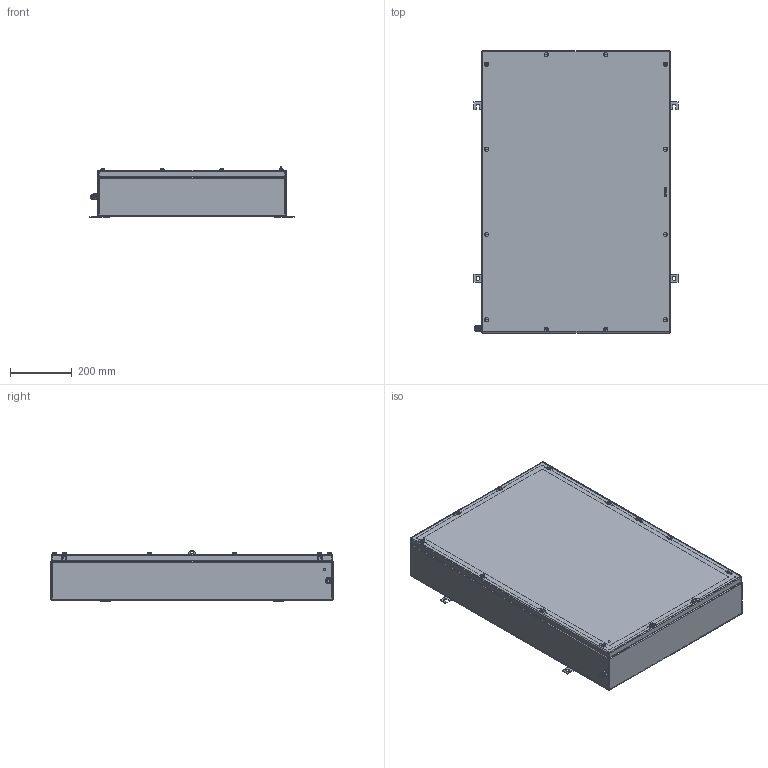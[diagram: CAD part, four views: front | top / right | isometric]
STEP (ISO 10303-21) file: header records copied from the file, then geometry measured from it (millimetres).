
FILE_DESCRIPTION(('CATIA V5 STEP Exchange','CAx-IF Rec.Pracs.--- Model Styling and Organization---1.4--- 2014-01-23'),'2;1');
FILE_NAME ('008589-8_3_1195500000_1195500000.stp','2019-09-24T05:52:45+00:00',('none'),('Weidmueller'),'CATIA Version 5-6 Release 2016 SP3 HF44','CATIA V5 STEP AP214','none');
FILE_SCHEMA(('AUTOMOTIVE_DESIGN { 1 0 10303 214 1 1 1 1 }'));
Products named in the file (1): 1195500000
Bounding box: 661 x 914 x 165 mm (x, y, z)
Volume: 2797858.9 mm3; surface area: 3570068.9 mm2
Topology: 55 solids, 55 shells, 2769 faces, 6558 edges, 3765 vertices
Faces by surface type: cylinder 1135, plane 950, torus 278, sphere 200, cone 126, bspline 80
Entity records: 79844 total; most frequent: CARTESIAN_POINT 20599, ORIENTED_EDGE 12648, DIRECTION 10516, EDGE_CURVE 6324, AXIS2_PLACEMENT_3D 4860, VERTEX_POINT 3765, VECTOR 3391, LINE 3391
